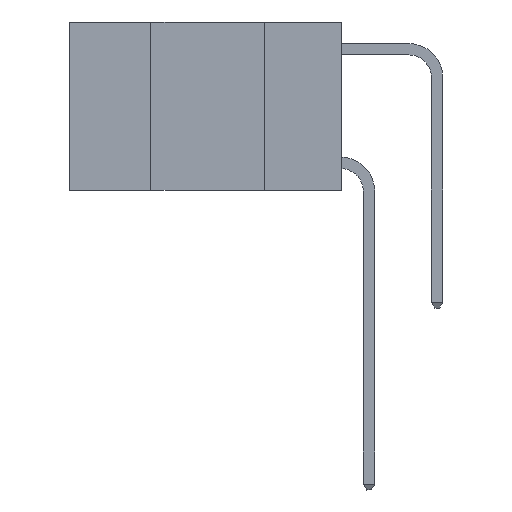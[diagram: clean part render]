
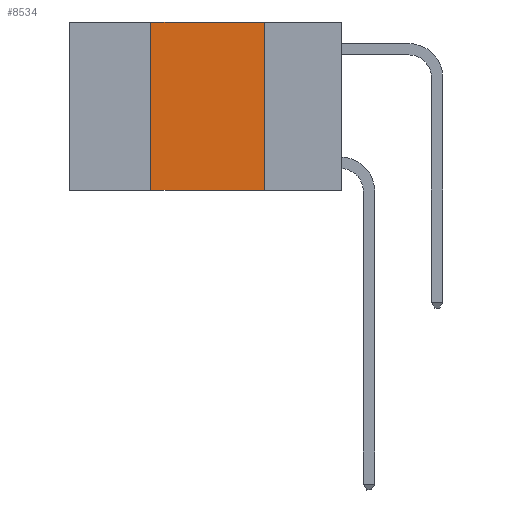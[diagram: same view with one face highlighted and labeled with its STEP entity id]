
A CAD part, left-side view. The second image highlights one B-rep face of the part: STEP entity #8534.
In plain terms, the highlighted planar face has unit normal (-1, 0, 0).
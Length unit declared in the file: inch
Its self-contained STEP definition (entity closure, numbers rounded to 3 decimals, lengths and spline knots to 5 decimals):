
#1290 = CARTESIAN_POINT ( 'NONE',  ( 0., 0.42, 0. ) ) ;
#1352 = CARTESIAN_POINT ( 'NONE',  ( 0., 0.6, -0.37 ) ) ;
#1513 = CARTESIAN_POINT ( 'NONE',  ( 0., 0.6, 0. ) ) ;
#2494 = VECTOR ( 'NONE', #10244, 39.37008 ) ;
#3253 = CARTESIAN_POINT ( 'NONE',  ( 0., 0.6, 0. ) ) ;
#3871 = EDGE_CURVE ( 'NONE', #10020, #15415, #15149, .T. ) ;
#3878 = VECTOR ( 'NONE', #13633, 39.37008 ) ;
#4116 = CARTESIAN_POINT ( 'NONE',  ( 0., 0.42, -0.37 ) ) ;
#4335 = DIRECTION ( 'NONE',  ( 0., 0., -1. ) ) ;
#5160 = VERTEX_POINT ( 'NONE', #15963 ) ;
#5219 = DIRECTION ( 'NONE',  ( 0., 0., 1. ) ) ;
#5230 = CARTESIAN_POINT ( 'NONE',  ( 0., 0.17, 0. ) ) ;
#5869 = VECTOR ( 'NONE', #8154, 39.37008 ) ;
#6862 = ORIENTED_EDGE ( 'NONE', *, *, #14430, .F. ) ;
#7397 = EDGE_CURVE ( 'NONE', #10020, #5160, #9388, .T. ) ;
#7465 = EDGE_LOOP ( 'NONE', ( #6862, #14813, #9802, #12432 ) ) ;
#8154 = DIRECTION ( 'NONE',  ( 0., -1., 0. ) ) ;
#8534 = ADVANCED_FACE ( 'NONE', ( #9209 ), #12960, .F. ) ;
#9209 = FACE_OUTER_BOUND ( 'NONE', #7465, .T. ) ;
#9217 = CARTESIAN_POINT ( 'NONE',  ( 0., 0.17, -0.37 ) ) ;
#9388 = LINE ( 'NONE', #1290, #13941 ) ;
#9802 = ORIENTED_EDGE ( 'NONE', *, *, #7397, .F. ) ;
#9915 = EDGE_CURVE ( 'NONE', #5160, #11634, #10370, .T. ) ;
#10020 = VERTEX_POINT ( 'NONE', #4116 ) ;
#10244 = DIRECTION ( 'NONE',  ( 0., 0., -1. ) ) ;
#10370 = LINE ( 'NONE', #1513, #5869 ) ;
#11468 = LINE ( 'NONE', #5230, #2494 ) ;
#11634 = VERTEX_POINT ( 'NONE', #13628 ) ;
#12432 = ORIENTED_EDGE ( 'NONE', *, *, #3871, .T. ) ;
#12960 = PLANE ( 'NONE',  #14208 ) ;
#13206 = DIRECTION ( 'NONE',  ( 1., 0., 0. ) ) ;
#13628 = CARTESIAN_POINT ( 'NONE',  ( 0., 0.17, 0. ) ) ;
#13633 = DIRECTION ( 'NONE',  ( 0., -1., 0. ) ) ;
#13941 = VECTOR ( 'NONE', #5219, 39.37008 ) ;
#14208 = AXIS2_PLACEMENT_3D ( 'NONE', #3253, #13206, #4335 ) ;
#14430 = EDGE_CURVE ( 'NONE', #11634, #15415, #11468, .T. ) ;
#14813 = ORIENTED_EDGE ( 'NONE', *, *, #9915, .F. ) ;
#15149 = LINE ( 'NONE', #1352, #3878 ) ;
#15415 = VERTEX_POINT ( 'NONE', #9217 ) ;
#15963 = CARTESIAN_POINT ( 'NONE',  ( 0., 0.42, 0. ) ) ;
